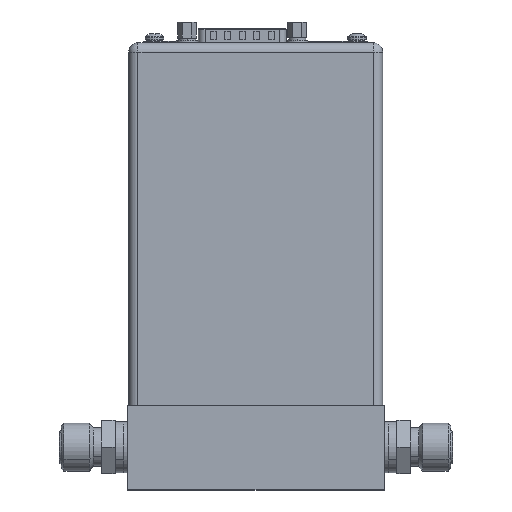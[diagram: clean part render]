
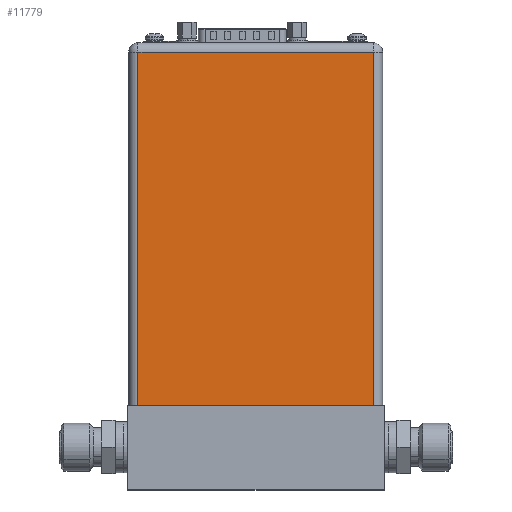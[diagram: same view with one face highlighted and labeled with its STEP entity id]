
A CAD part, top view. The second image highlights one B-rep face of the part: STEP entity #11779.
In plain terms, the highlighted planar face has unit normal (0, 0, 1).
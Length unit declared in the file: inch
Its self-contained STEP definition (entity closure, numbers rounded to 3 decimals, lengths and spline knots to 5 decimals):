
#9168=DIRECTION('',(1.,0.,0.));
#9169=VECTOR('',#9168,2.755);
#9170=CARTESIAN_POINT('',(-1.3775,0.,1.425));
#9171=LINE('',#9170,#9169);
#10374=DIRECTION('',(0.,-1.,0.));
#10375=VECTOR('',#10374,4.14);
#10376=CARTESIAN_POINT('',(1.3775,4.14,1.425));
#10377=LINE('',#10376,#10375);
#10381=DIRECTION('',(0.,-1.,0.));
#10382=VECTOR('',#10381,4.14);
#10383=CARTESIAN_POINT('',(-1.3775,4.14,1.425));
#10384=LINE('',#10383,#10382);
#10388=DIRECTION('',(1.,0.,0.));
#10389=VECTOR('',#10388,2.755);
#10390=CARTESIAN_POINT('',(-1.3775,4.14,1.425));
#10391=LINE('',#10390,#10389);
#10668=CARTESIAN_POINT('',(1.3775,0.,1.425));
#10670=VERTEX_POINT('',#10668);
#10671=CARTESIAN_POINT('',(1.3775,4.14,1.425));
#10672=VERTEX_POINT('',#10671);
#10693=CARTESIAN_POINT('',(-1.3775,0.,1.425));
#10695=VERTEX_POINT('',#10693);
#10697=CARTESIAN_POINT('',(-1.3775,4.14,1.425));
#10698=VERTEX_POINT('',#10697);
#11766=CARTESIAN_POINT('',(-1.4875,0.,1.425));
#11767=DIRECTION('',(0.,0.,1.));
#11768=DIRECTION('',(1.,0.,0.));
#11769=AXIS2_PLACEMENT_3D('',#11766,#11767,#11768);
#11770=PLANE('',#11769);
#11771=ORIENTED_EDGE('',*,*,#11758,.T.);
#11772=ORIENTED_EDGE('',*,*,#10726,.F.);
#11774=ORIENTED_EDGE('',*,*,#11773,.F.);
#11776=ORIENTED_EDGE('',*,*,#11775,.T.);
#11777=EDGE_LOOP('',(#11771,#11772,#11774,#11776));
#11778=FACE_OUTER_BOUND('',#11777,.F.);
#11779=ADVANCED_FACE('',(#11778),#11770,.T.);
#10726=EDGE_CURVE('',#10695,#10670,#9171,.T.);
#11758=EDGE_CURVE('',#10672,#10670,#10377,.T.);
#11773=EDGE_CURVE('',#10698,#10695,#10384,.T.);
#11775=EDGE_CURVE('',#10698,#10672,#10391,.T.);
